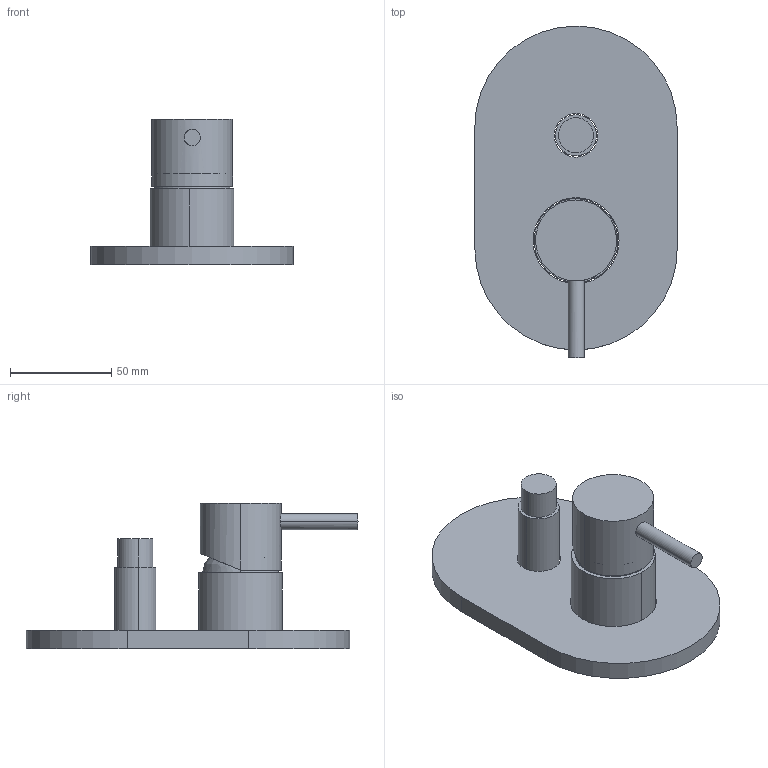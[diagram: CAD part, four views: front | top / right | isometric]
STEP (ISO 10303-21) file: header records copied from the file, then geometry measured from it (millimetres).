
FILE_DESCRIPTION (( 'STEP AP214' ), '1' );
FILE_NAME ('15188.STEP', '2023-10-06T16:18:18', ( '' ), ( '' ), 'SwSTEP 2.0', 'SolidWorks 2018', '' );
FILE_SCHEMA (( 'AUTOMOTIVE_DESIGN' ));
Length unit declared in the file: millimetre
Products named in the file (1): 15188
Bounding box: 100.05 x 164.01 x 71.82 mm (x, y, z)
Surface area: 50893.3 mm2 (no closed solid volume)
Topology: 0 solids, 5 shells, 37 faces, 79 edges, 52 vertices
Faces by surface type: cylinder 18, plane 17, bspline 2
Entity records: 1516 total; most frequent: CARTESIAN_POINT 270, DIRECTION 183, ORIENTED_EDGE 150, EDGE_CURVE 79, AXIS2_PLACEMENT_3D 75, VERTEX_POINT 52, EDGE_LOOP 44, CIRCLE 39
